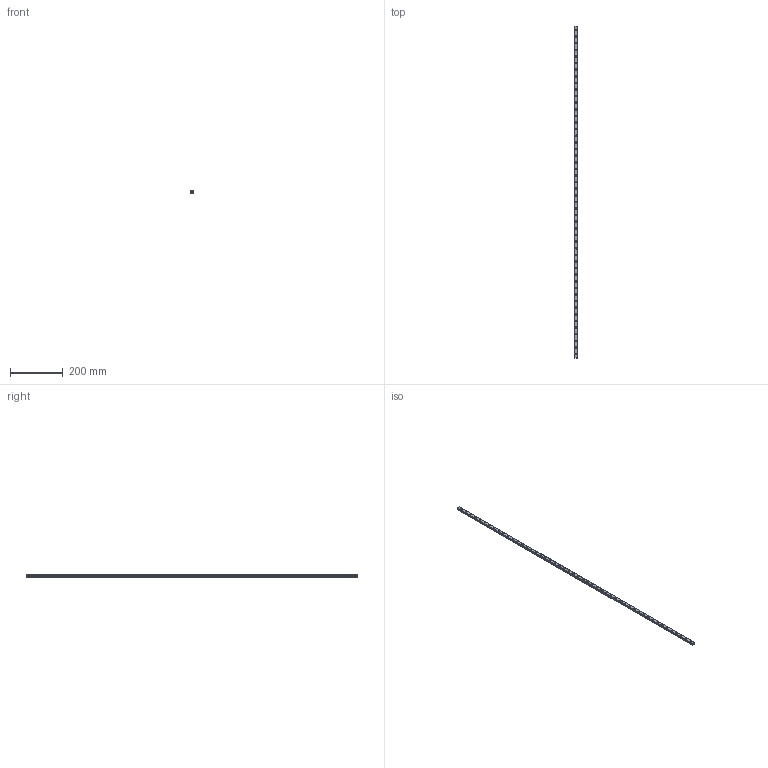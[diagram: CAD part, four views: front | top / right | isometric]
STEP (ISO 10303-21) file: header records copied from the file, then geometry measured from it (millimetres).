
FILE_DESCRIPTION(('STEP AP214'),'1');
FILE_NAME('cctmp_65C7B4D9-4F22-42B5-A799-287AA4406780_2021_02_19_11_20_30_0924..stp','2021-02-19T10:20:31',('HIWIN GmbH'),('CADClick - www.CADClick.com'),'Spatial InterOp 3D',' ','unknown authorization');
FILE_SCHEMA(('AUTOMOTIVE_DESIGN'));
Length unit declared in the file: millimetre
Products named in the file (1): MGNR12R1255CM_FILE
Bounding box: 12 x 1255 x 8 mm (x, y, z)
Volume: 107516 mm3; surface area: 62420.2 mm2
Topology: 1 solids, 1 shells, 545 faces, 1167 edges, 778 vertices
Faces by surface type: cylinder 316, plane 229
Entity records: 19417 total; most frequent: DIRECTION 2891, CARTESIAN_POINT 2491, ORIENTED_EDGE 2334, AXIS2_PLACEMENT_3D 1178, EDGE_CURVE 1167, VERTEX_POINT 778, EDGE_LOOP 699, CIRCLE 632
